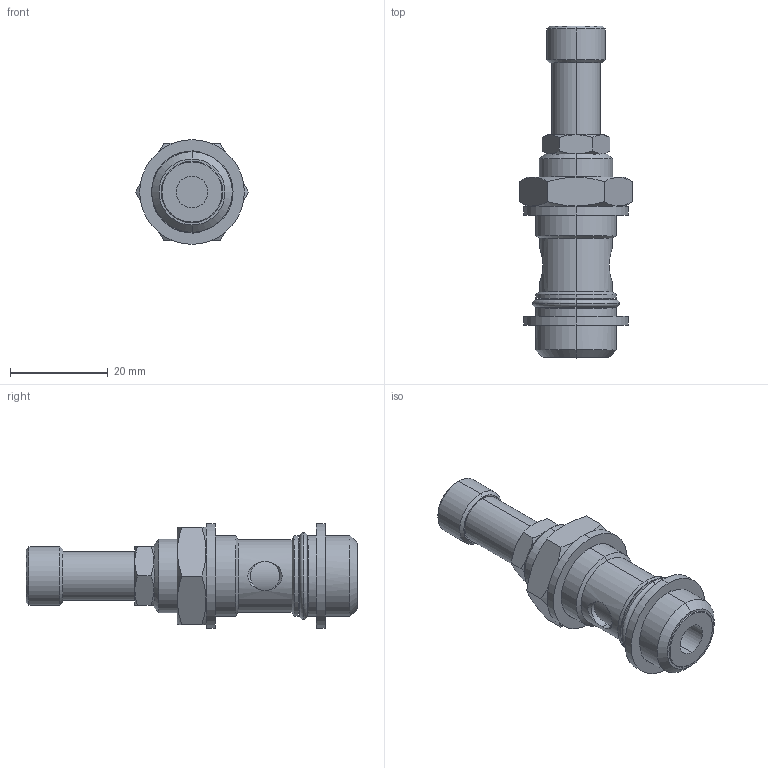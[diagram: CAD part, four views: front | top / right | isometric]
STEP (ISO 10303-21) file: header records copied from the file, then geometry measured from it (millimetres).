
FILE_DESCRIPTION (( 'STEP AP203' ), '1' );
FILE_NAME ('04060B03.STEP', '2010-04-27T12:06:25', ( '' ), ( 'sopra-pneumatic' ), 'SwSTEP 2.0', 'SolidWorks 2009', '' );
FILE_SCHEMA (( 'CONFIG_CONTROL_DESIGN' ));
Length unit declared in the file: millimetre
Products named in the file (1): 04060B03
Bounding box: 23.09 x 67.89 x 21.4 mm (x, y, z)
Volume: 11353.6 mm3; surface area: 5237.7 mm2
Topology: 2 solids, 2 shells, 106 faces, 248 edges, 154 vertices
Faces by surface type: plane 34, cone 32, cylinder 32, torus 8
Entity records: 3527 total; most frequent: CARTESIAN_POINT 1039, DIRECTION 508, ORIENTED_EDGE 496, EDGE_CURVE 248, AXIS2_PLACEMENT_3D 207, VERTEX_POINT 154, EDGE_LOOP 122, FACE_OUTER_BOUND 106
